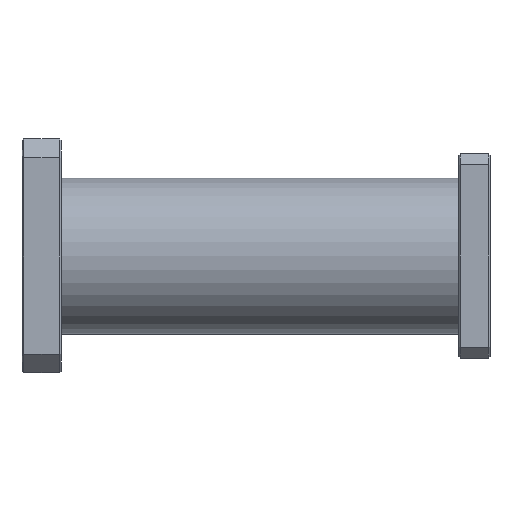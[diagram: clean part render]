
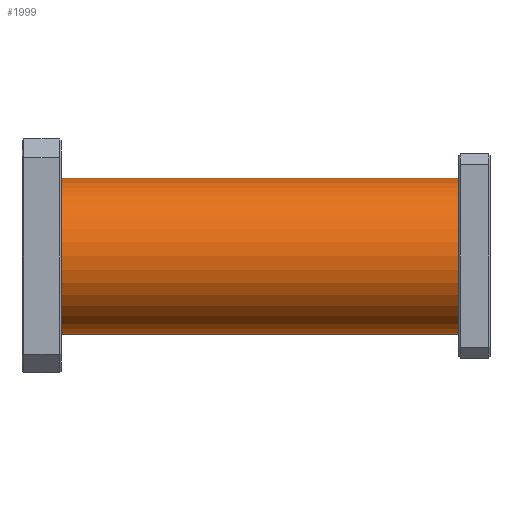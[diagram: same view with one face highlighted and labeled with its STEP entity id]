
A CAD part, front view. The second image highlights one B-rep face of the part: STEP entity #1999.
In plain terms, the highlighted cylindrical face has radius 12.7 mm (diameter 25.4 mm), a partial arc.
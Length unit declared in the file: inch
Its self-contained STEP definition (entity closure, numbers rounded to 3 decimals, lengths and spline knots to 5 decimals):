
#192 = ORIENTED_EDGE ( 'NONE', *, *, #1669, .T. ) ;
#193 = EDGE_CURVE ( 'NONE', #2012, #2141, #1591, .T. ) ;
#300 = LINE ( 'NONE', #1023, #529 ) ;
#313 = CIRCLE ( 'NONE', #1652, 0.5 ) ;
#447 = ORIENTED_EDGE ( 'NONE', *, *, #193, .T. ) ;
#461 = CARTESIAN_POINT ( 'NONE',  ( 0.25, 0., 0. ) ) ;
#513 = ORIENTED_EDGE ( 'NONE', *, *, #693, .F. ) ;
#529 = VECTOR ( 'NONE', #1758, 39.37008 ) ;
#532 = CARTESIAN_POINT ( 'NONE',  ( 2.8, 0., 0.5 ) ) ;
#600 = AXIS2_PLACEMENT_3D ( 'NONE', #614, #824, #2290 ) ;
#614 = CARTESIAN_POINT ( 'NONE',  ( 0., 0., 0. ) ) ;
#627 = CARTESIAN_POINT ( 'NONE',  ( 0.25, 0., -0.5 ) ) ;
#693 = EDGE_CURVE ( 'NONE', #1016, #2173, #300, .T. ) ;
#727 = ORIENTED_EDGE ( 'NONE', *, *, #1808, .F. ) ;
#792 = FACE_OUTER_BOUND ( 'NONE', #1189, .T. ) ;
#824 = DIRECTION ( 'NONE',  ( 1., 0., 0. ) ) ;
#851 = DIRECTION ( 'NONE',  ( 1., 0., 0. ) ) ;
#995 = CIRCLE ( 'NONE', #1149, 0.5 ) ;
#1016 = VERTEX_POINT ( 'NONE', #1788 ) ;
#1023 = CARTESIAN_POINT ( 'NONE',  ( 0., 0., 0.5 ) ) ;
#1149 = AXIS2_PLACEMENT_3D ( 'NONE', #461, #1915, #2087 ) ;
#1189 = EDGE_LOOP ( 'NONE', ( #513, #192, #447, #727 ) ) ;
#1199 = CARTESIAN_POINT ( 'NONE',  ( 0., 0., -0.5 ) ) ;
#1228 = DIRECTION ( 'NONE',  ( 0., 0., -1. ) ) ;
#1290 = VECTOR ( 'NONE', #2095, 39.37008 ) ;
#1396 = CARTESIAN_POINT ( 'NONE',  ( 2.8, 0., -0.5 ) ) ;
#1591 = LINE ( 'NONE', #1199, #1290 ) ;
#1601 = CARTESIAN_POINT ( 'NONE',  ( 2.8, 0., 0. ) ) ;
#1652 = AXIS2_PLACEMENT_3D ( 'NONE', #1601, #851, #1228 ) ;
#1669 = EDGE_CURVE ( 'NONE', #1016, #2012, #995, .T. ) ;
#1758 = DIRECTION ( 'NONE',  ( 1., 0., 0. ) ) ;
#1788 = CARTESIAN_POINT ( 'NONE',  ( 0.25, 0., 0.5 ) ) ;
#1808 = EDGE_CURVE ( 'NONE', #2173, #2141, #313, .T. ) ;
#1915 = DIRECTION ( 'NONE',  ( 1., 0., 0. ) ) ;
#1999 = ADVANCED_FACE ( 'NONE', ( #792 ), #2265, .T. ) ;
#2012 = VERTEX_POINT ( 'NONE', #627 ) ;
#2087 = DIRECTION ( 'NONE',  ( 0., 0., -1. ) ) ;
#2095 = DIRECTION ( 'NONE',  ( 1., 0., 0. ) ) ;
#2141 = VERTEX_POINT ( 'NONE', #1396 ) ;
#2173 = VERTEX_POINT ( 'NONE', #532 ) ;
#2265 = CYLINDRICAL_SURFACE ( 'NONE', #600, 0.5 ) ;
#2290 = DIRECTION ( 'NONE',  ( 0., 0., -1. ) ) ;
